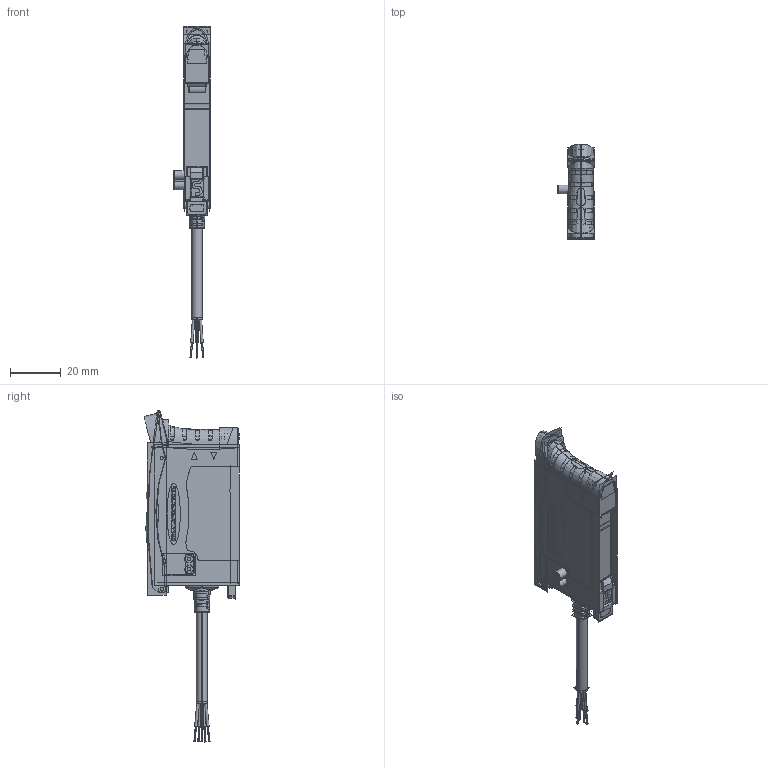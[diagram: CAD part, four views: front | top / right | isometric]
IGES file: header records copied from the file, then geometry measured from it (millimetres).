
Start section:  PTC IGES file: 138508_sm01.igs
Global section: file name: 138508_sm01.igs; native system: Creo Parametric by PTC Inc.; preprocessor: 2019292; author: PDMAdmin; organization: Unknown; date: 20220330.122559; units: millimetre
Bounding box: 14.41 x 37.78 x 130.71 mm (x, y, z)
Volume: 20546.7 mm3; surface area: 50398.5 mm2
Topology: 3 solids, 4 shells, 2844 faces, 14437 edges, 17886 vertices
Faces by surface type: bspline 1534, extrusion 764, revolution 546
